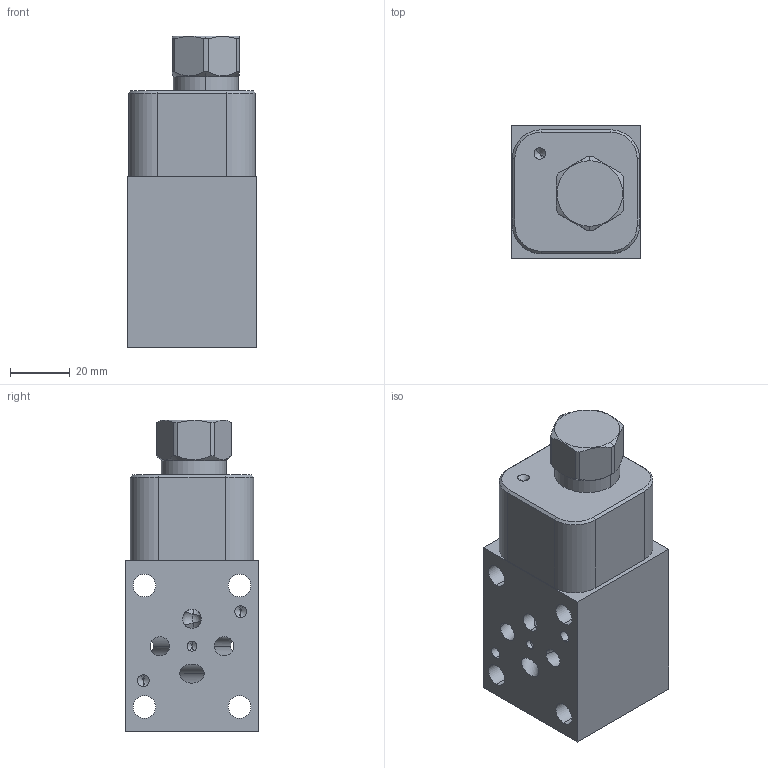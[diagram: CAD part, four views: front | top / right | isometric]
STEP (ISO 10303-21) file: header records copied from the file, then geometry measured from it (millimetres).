
FILE_DESCRIPTION((''),'2;1');
FILE_NAME('FB4_ASM','2019-03-13T',('ProEService'),(''),'PRO/ENGINEER BY PARAMETRIC TECHNOLOGY CORPORATION, 2014200','PRO/ENGINEER BY PARAMETRIC TECHNOLOGY CORPORATION, 2014200','');
FILE_SCHEMA(('CONFIG_CONTROL_DESIGN'));
Length unit declared in the file: inch
Products named in the file (6): 151-561; CXCDXAN; 500-001-012; 700-002; 811-001-006; FB4_ASM
Assembly tree (5 placements, depth 2):
  FB4_ASM
    151-561
    CXCDXAN
    500-001-012
    700-002
    811-001-006
Bounding box: 43.18 x 44.45 x 103.99 mm (x, y, z)
Volume: 135426.6 mm3; surface area: 36413.8 mm2
Topology: 4 solids, 4 shells, 284 faces, 1237 edges, 1135 vertices
Faces by surface type: cylinder 124, cone 60, plane 58, torus 22, sphere 12, revolution 8
Entity records: 14375 total; most frequent: CARTESIAN_POINT 4703, DIRECTION 2007, ORIENTED_EDGE 1400, VECTOR 781, LINE 781, EDGE_CURVE 700, AXIS2_PLACEMENT_3D 609, TRIMMED_CURVE 521
